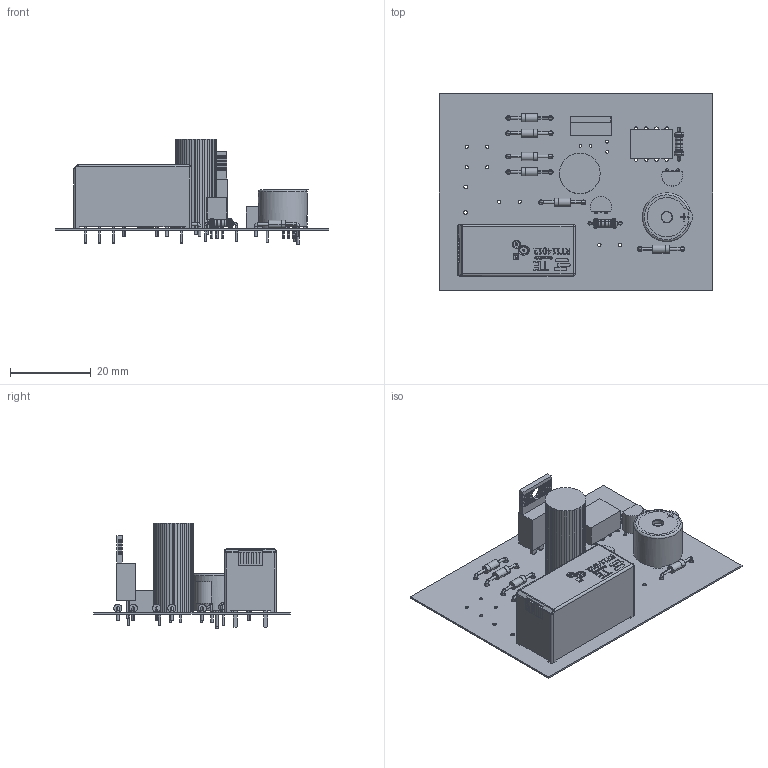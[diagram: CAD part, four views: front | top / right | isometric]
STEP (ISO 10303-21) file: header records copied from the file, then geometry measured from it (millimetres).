
FILE_DESCRIPTION(('Open CASCADE Model'),'2;1');
FILE_NAME('Open CASCADE Shape Model','2021-06-14T09:23:47',('Author'),( 'Open CASCADE'),'Open CASCADE STEP processor 6.8','Open CASCADE 6.8' ,'Unknown');
FILE_SCHEMA(('AUTOMOTIVE_DESIGN { 1 0 10303 214 1 1 1 1 }'));
Length unit declared in the file: millimetre
Products named in the file (1): PCB
Bounding box: 67.44 x 48.51 x 26 mm (x, y, z)
Volume: 10667.4 mm3; surface area: 12618.6 mm2
Topology: 98 solids, 304 shells, 1251 faces, 3281 edges, 2416 vertices
Faces by surface type: plane 758, cylinder 250, bspline 111, torus 84, revolution 28, cone 18, sphere 2
Full cylindrical faces by diameter (mm): 0.422 x1, 0.518 x1, 0.6 x2, 0.7 x4, 0.75 x2, 0.787 x6, 0.8 x8, 0.85 x4, 0.9 x12, 1 x3, 1.2 x12, 1.3 x5, 1.63 x1, 2.591 x2, 2.6 x2, 12 x1
Entity records: 42317 total; most frequent: CARTESIAN_POINT 9009, DIRECTION 6291, ORIENTED_EDGE 5746, EDGE_CURVE 3281, VERTEX_POINT 2416, AXIS2_PLACEMENT_3D 2103, LINE 2057, VECTOR 2057
